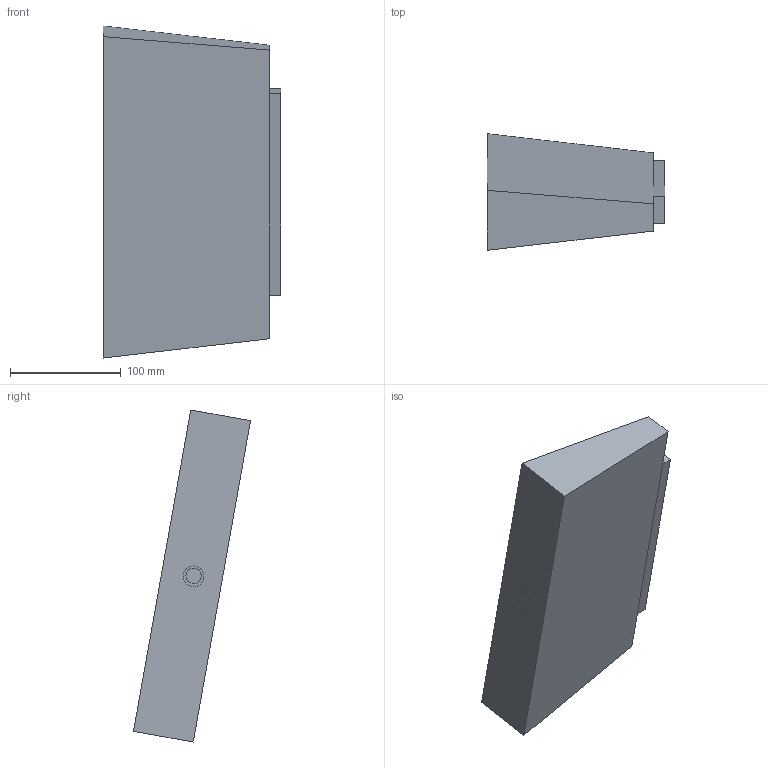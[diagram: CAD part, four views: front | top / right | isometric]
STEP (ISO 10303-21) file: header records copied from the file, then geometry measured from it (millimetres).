
FILE_DESCRIPTION(/* description */ (''),/* implementation_level */ '2;1');
FILE_NAME(/* name */ 'BO 225 Block out box 225-300.stp',/* time_stamp */ '2016-06-21T19:28:18+02:00',/* author */ ('OEM'),/* organization */ (''),/* preprocessor_version */ 'ST-DEVELOPER v15.2',/* originating_system */ 'Autodesk Inventor 2014',/* authorisation */ '');
FILE_SCHEMA (('CONFIG_CONTROL_DESIGN'));
Length unit declared in the file: millimetre
Products named in the file (6): PUR elastomer; BO 225-1; vemohylse med flattstål; DIN 933 - M4  x 40; DIN 934 - M4 x 0,7; BO 225
Bounding box: 160 x 105.85 x 300.07 mm (x, y, z)
Volume: 1802720 mm3; surface area: 150391.1 mm2
Topology: 8 solids, 8 shells, 115 faces, 238 edges, 146 vertices
Faces by surface type: plane 61, cone 31, cylinder 19, torus 3, bspline 1
Full cylindrical faces by diameter (mm): 3.2 x2, 3.242 x2, 3.621 x2, 4 x2, 5 x2, 5.9 x2, 6 x2, 13.8 x1, 18.725 x1, 22.725 x1, 25 x2
Entity records: 1942 total; most frequent: CARTESIAN_POINT 378, DIRECTION 314, ORIENTED_EDGE 248, AXIS2_PLACEMENT_3D 129, EDGE_CURVE 124, EDGE_LOOP 109, VERTEX_POINT 91, ADVANCED_FACE 73
